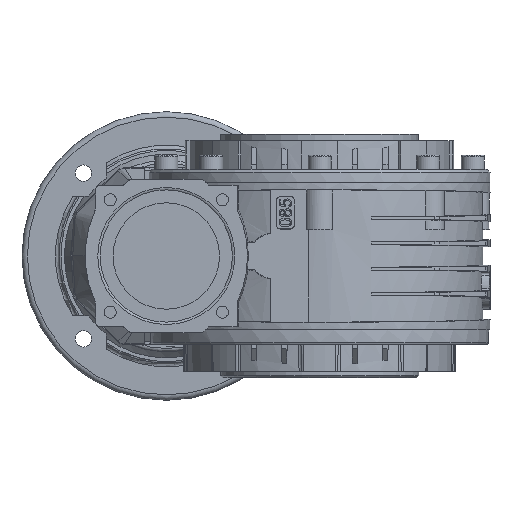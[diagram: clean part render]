
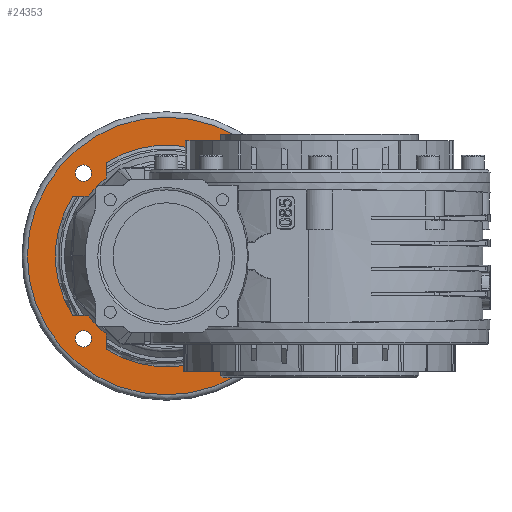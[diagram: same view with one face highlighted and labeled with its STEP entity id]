
A CAD part, left-side view. The second image highlights one B-rep face of the part: STEP entity #24353.
In plain terms, the highlighted planar face has unit normal (-1, 0, 0).
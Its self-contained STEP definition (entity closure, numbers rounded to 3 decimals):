
#1580=LINE('',#41337,#2838);
#1581=LINE('',#41341,#2839);
#1582=LINE('',#41342,#2840);
#1583=LINE('',#41346,#2841);
#1584=LINE('',#41347,#2842);
#1585=LINE('',#41351,#2843);
#1586=LINE('',#41352,#2844);
#1587=LINE('',#41356,#2845);
#2838=VECTOR('',#30601,1000.);
#2839=VECTOR('',#30604,1000.);
#2840=VECTOR('',#30605,1000.);
#2841=VECTOR('',#30608,1000.);
#2842=VECTOR('',#30609,1000.);
#2843=VECTOR('',#30612,1000.);
#2844=VECTOR('',#30613,1000.);
#2845=VECTOR('',#30616,1000.);
#8585=ORIENTED_EDGE('',*,*,#11114,.F.);
#8586=ORIENTED_EDGE('',*,*,#11178,.T.);
#8587=ORIENTED_EDGE('',*,*,#11179,.T.);
#8588=ORIENTED_EDGE('',*,*,#11180,.T.);
#8589=ORIENTED_EDGE('',*,*,#11112,.F.);
#8590=ORIENTED_EDGE('',*,*,#11181,.T.);
#8591=ORIENTED_EDGE('',*,*,#11182,.T.);
#8592=ORIENTED_EDGE('',*,*,#11183,.T.);
#8593=ORIENTED_EDGE('',*,*,#11163,.F.);
#8594=ORIENTED_EDGE('',*,*,#11184,.T.);
#8595=ORIENTED_EDGE('',*,*,#11185,.T.);
#8596=ORIENTED_EDGE('',*,*,#11186,.T.);
#8597=ORIENTED_EDGE('',*,*,#11151,.F.);
#8598=ORIENTED_EDGE('',*,*,#11187,.T.);
#8599=ORIENTED_EDGE('',*,*,#11188,.T.);
#8600=ORIENTED_EDGE('',*,*,#11189,.T.);
#8601=ORIENTED_EDGE('',*,*,#11190,.T.);
#8602=ORIENTED_EDGE('',*,*,#11191,.T.);
#8603=ORIENTED_EDGE('',*,*,#11177,.T.);
#8604=ORIENTED_EDGE('',*,*,#11192,.T.);
#8605=ORIENTED_EDGE('',*,*,#11193,.T.);
#11112=EDGE_CURVE('',#12853,#12851,#13412,.T.);
#11114=EDGE_CURVE('',#12854,#12856,#13413,.T.);
#11151=EDGE_CURVE('',#12883,#12885,#13428,.T.);
#11163=EDGE_CURVE('',#12891,#12893,#13432,.T.);
#11177=EDGE_CURVE('',#12902,#12902,#13439,.T.);
#11178=EDGE_CURVE('',#12854,#12903,#1580,.T.);
#11179=EDGE_CURVE('',#12903,#12904,#13440,.T.);
#11180=EDGE_CURVE('',#12904,#12851,#1581,.T.);
#11181=EDGE_CURVE('',#12853,#12905,#1582,.T.);
#11182=EDGE_CURVE('',#12905,#12906,#13441,.T.);
#11183=EDGE_CURVE('',#12906,#12893,#1583,.T.);
#11184=EDGE_CURVE('',#12891,#12907,#1584,.T.);
#11185=EDGE_CURVE('',#12907,#12908,#13442,.T.);
#11186=EDGE_CURVE('',#12908,#12885,#1585,.T.);
#11187=EDGE_CURVE('',#12883,#12909,#1586,.T.);
#11188=EDGE_CURVE('',#12909,#12910,#13443,.T.);
#11189=EDGE_CURVE('',#12910,#12856,#1587,.T.);
#11190=EDGE_CURVE('',#12911,#12911,#13444,.T.);
#11191=EDGE_CURVE('',#12912,#12912,#13445,.T.);
#11192=EDGE_CURVE('',#12913,#12913,#13446,.T.);
#11193=EDGE_CURVE('',#12914,#12914,#13447,.T.);
#12851=VERTEX_POINT('',#41113);
#12853=VERTEX_POINT('',#41121);
#12854=VERTEX_POINT('',#41129);
#12856=VERTEX_POINT('',#41132);
#12883=VERTEX_POINT('',#41251);
#12885=VERTEX_POINT('',#41254);
#12891=VERTEX_POINT('',#41291);
#12893=VERTEX_POINT('',#41294);
#12902=VERTEX_POINT('',#41335);
#12903=VERTEX_POINT('',#41338);
#12904=VERTEX_POINT('',#41340);
#12905=VERTEX_POINT('',#41343);
#12906=VERTEX_POINT('',#41345);
#12907=VERTEX_POINT('',#41348);
#12908=VERTEX_POINT('',#41350);
#12909=VERTEX_POINT('',#41353);
#12910=VERTEX_POINT('',#41355);
#12911=VERTEX_POINT('',#41358);
#12912=VERTEX_POINT('',#41360);
#12913=VERTEX_POINT('',#41362);
#12914=VERTEX_POINT('',#41364);
#13412=CIRCLE('',#25985,61.5);
#13413=CIRCLE('',#25987,61.5);
#13428=CIRCLE('',#26010,61.5);
#13432=CIRCLE('',#26018,61.5);
#13439=CIRCLE('',#26031,77.);
#13440=CIRCLE('',#26033,54.5);
#13441=CIRCLE('',#26034,54.5);
#13442=CIRCLE('',#26035,54.5);
#13443=CIRCLE('',#26036,54.5);
#13444=CIRCLE('',#26037,4.5);
#13445=CIRCLE('',#26038,4.5);
#13446=CIRCLE('',#26039,4.5);
#13447=CIRCLE('',#26040,4.5);
#14695=EDGE_LOOP('',(#8585,#8586,#8587,#8588,#8589,#8590,#8591,#8592,#8593,
#8594,#8595,#8596,#8597,#8598,#8599,#8600));
#14696=EDGE_LOOP('',(#8601));
#14697=EDGE_LOOP('',(#8602));
#14698=EDGE_LOOP('',(#8603));
#14699=EDGE_LOOP('',(#8604));
#14700=EDGE_LOOP('',(#8605));
#15988=FACE_BOUND('',#14695,.T.);
#15989=FACE_BOUND('',#14696,.T.);
#15990=FACE_BOUND('',#14697,.T.);
#15991=FACE_BOUND('',#14698,.T.);
#15992=FACE_BOUND('',#14699,.T.);
#15993=FACE_BOUND('',#14700,.T.);
#16597=PLANE('',#26032);
#24353=ADVANCED_FACE('',(#15988,#15989,#15990,#15991,#15992,#15993),#16597,
 .F.);
#25985=AXIS2_PLACEMENT_3D('',#41122,#30489,#30490);
#25987=AXIS2_PLACEMENT_3D('',#41131,#30493,#30494);
#26010=AXIS2_PLACEMENT_3D('',#41253,#30547,#30548);
#26018=AXIS2_PLACEMENT_3D('',#41293,#30567,#30568);
#26031=AXIS2_PLACEMENT_3D('',#41334,#30597,#30598);
#26032=AXIS2_PLACEMENT_3D('',#41336,#30599,#30600);
#26033=AXIS2_PLACEMENT_3D('',#41339,#30602,#30603);
#26034=AXIS2_PLACEMENT_3D('',#41344,#30606,#30607);
#26035=AXIS2_PLACEMENT_3D('',#41349,#30610,#30611);
#26036=AXIS2_PLACEMENT_3D('',#41354,#30614,#30615);
#26037=AXIS2_PLACEMENT_3D('',#41357,#30617,#30618);
#26038=AXIS2_PLACEMENT_3D('',#41359,#30619,#30620);
#26039=AXIS2_PLACEMENT_3D('',#41361,#30621,#30622);
#26040=AXIS2_PLACEMENT_3D('',#41363,#30623,#30624);
#30489=DIRECTION('',(-1.,0.,0.));
#30490=DIRECTION('',(0.,0.,1.));
#30493=DIRECTION('',(-1.,0.,0.));
#30494=DIRECTION('',(0.,0.,1.));
#30547=DIRECTION('',(-1.,0.,0.));
#30548=DIRECTION('',(0.,0.,1.));
#30567=DIRECTION('',(-1.,0.,0.));
#30568=DIRECTION('',(0.,0.,1.));
#30597=DIRECTION('',(-1.,0.,0.));
#30598=DIRECTION('',(0.,0.,1.));
#30599=DIRECTION('',(1.,0.,0.));
#30600=DIRECTION('',(0.,0.,-1.));
#30601=DIRECTION('',(0.,0.,1.));
#30602=DIRECTION('',(1.,0.,0.));
#30603=DIRECTION('',(0.,0.,1.));
#30604=DIRECTION('',(0.,1.,0.));
#30605=DIRECTION('',(0.,-1.,0.));
#30606=DIRECTION('',(1.,0.,0.));
#30607=DIRECTION('',(0.,-1.,0.));
#30608=DIRECTION('',(0.,0.,1.));
#30609=DIRECTION('',(0.,0.,-1.));
#30610=DIRECTION('',(1.,0.,0.));
#30611=DIRECTION('',(0.,0.,-1.));
#30612=DIRECTION('',(0.,-1.,0.));
#30613=DIRECTION('',(0.,1.,0.));
#30614=DIRECTION('',(1.,0.,0.));
#30615=DIRECTION('',(0.,1.,0.));
#30616=DIRECTION('',(0.,0.,-1.));
#30617=DIRECTION('',(1.,0.,0.));
#30618=DIRECTION('',(0.,0.,-1.));
#30619=DIRECTION('',(1.,0.,0.));
#30620=DIRECTION('',(0.,0.,-1.));
#30621=DIRECTION('',(1.,0.,0.));
#30622=DIRECTION('',(0.,0.,-1.));
#30623=DIRECTION('',(1.,0.,0.));
#30624=DIRECTION('',(0.,0.,-1.));
#41113=CARTESIAN_POINT('',(19.5,51.725,-33.268));
#41121=CARTESIAN_POINT('',(19.5,51.725,33.268));
#41122=CARTESIAN_POINT('',(19.5,0.,0.));
#41129=CARTESIAN_POINT('',(19.5,33.268,-51.725));
#41131=CARTESIAN_POINT('',(19.5,0.,0.));
#41132=CARTESIAN_POINT('',(19.5,-33.268,-51.725));
#41251=CARTESIAN_POINT('',(19.5,-51.725,-33.268));
#41253=CARTESIAN_POINT('',(19.5,0.,0.));
#41254=CARTESIAN_POINT('',(19.5,-51.725,33.268));
#41291=CARTESIAN_POINT('',(19.5,-33.268,51.725));
#41293=CARTESIAN_POINT('',(19.5,0.,0.));
#41294=CARTESIAN_POINT('',(19.5,33.268,51.725));
#41334=CARTESIAN_POINT('',(19.5,0.,0.));
#41335=CARTESIAN_POINT('',(19.5,0.,77.));
#41336=CARTESIAN_POINT('',(19.5,0.,77.));
#41337=CARTESIAN_POINT('',(19.5,33.268,-43.168));
#41338=CARTESIAN_POINT('',(19.5,33.268,-43.168));
#41339=CARTESIAN_POINT('',(19.5,0.,0.));
#41340=CARTESIAN_POINT('',(19.5,43.168,-33.268));
#41341=CARTESIAN_POINT('',(19.5,43.168,-33.268));
#41342=CARTESIAN_POINT('',(19.5,43.168,33.268));
#41343=CARTESIAN_POINT('',(19.5,43.168,33.268));
#41344=CARTESIAN_POINT('',(19.5,0.,0.));
#41345=CARTESIAN_POINT('',(19.5,33.268,43.168));
#41346=CARTESIAN_POINT('',(19.5,33.268,43.168));
#41347=CARTESIAN_POINT('',(19.5,-33.268,43.168));
#41348=CARTESIAN_POINT('',(19.5,-33.268,43.168));
#41349=CARTESIAN_POINT('',(19.5,0.,0.));
#41350=CARTESIAN_POINT('',(19.5,-43.168,33.268));
#41351=CARTESIAN_POINT('',(19.5,-43.168,33.268));
#41352=CARTESIAN_POINT('',(19.5,-43.168,-33.268));
#41353=CARTESIAN_POINT('',(19.5,-43.168,-33.268));
#41354=CARTESIAN_POINT('',(19.5,0.,0.));
#41355=CARTESIAN_POINT('',(19.5,-33.268,-43.168));
#41356=CARTESIAN_POINT('',(19.5,-33.268,-43.168));
#41357=CARTESIAN_POINT('',(19.5,45.962,-45.962));
#41358=CARTESIAN_POINT('',(19.5,45.962,-50.462));
#41359=CARTESIAN_POINT('',(19.5,-45.962,45.962));
#41360=CARTESIAN_POINT('',(19.5,-45.962,41.462));
#41361=CARTESIAN_POINT('',(19.5,45.962,45.962));
#41362=CARTESIAN_POINT('',(19.5,45.962,41.462));
#41363=CARTESIAN_POINT('',(19.5,-45.962,-45.962));
#41364=CARTESIAN_POINT('',(19.5,-45.962,-50.462));
